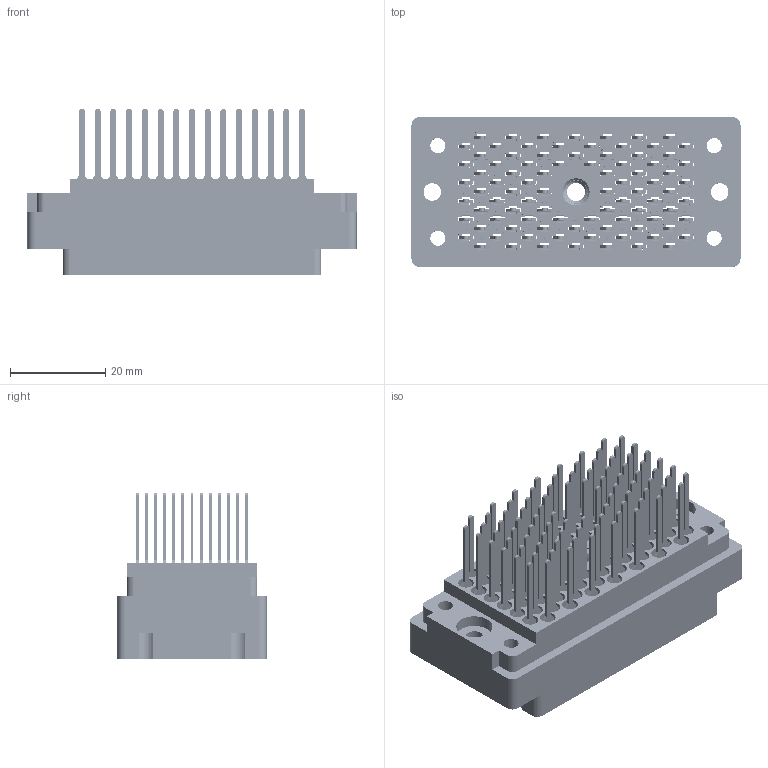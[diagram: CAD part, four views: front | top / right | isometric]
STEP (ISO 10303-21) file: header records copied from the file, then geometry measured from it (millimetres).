
FILE_DESCRIPTION (( 'STEP AP203' ), '1' );
FILE_NAME ('516-090-540-106.STEP', '2020-03-10T20:05:13', ( '' ), ( '' ), 'SwSTEP 2.0', 'SolidWorks 2016', '' );
FILE_SCHEMA (( 'CONFIG_CONTROL_DESIGN' ));
Length unit declared in the file: inch
Products named in the file (4): 516-292-001_540 Contact; 516-090-540-106; 516 Plug Insulator_090; 516-252-095-100
Assembly tree (92 placements, depth 2):
  516-090-540-106
    516 Plug Insulator_090
    516-292-001_540 Contact  x90
    516-252-095-100
Bounding box: 69.04 x 31.34 x 34.92 mm (x, y, z)
Volume: 20821.5 mm3; surface area: 41193.2 mm2
Topology: 92 solids, 92 shells, 8377 faces, 24345 edges, 16167 vertices
Faces by surface type: plane 5174, cylinder 2645, bspline 546, cone 12
Entity records: 71483 total; most frequent: CARTESIAN_POINT 14071, ORIENTED_EDGE 11666, DIRECTION 11224, EDGE_CURVE 5833, VECTOR 4382, LINE 4382, VERTEX_POINT 3885, AXIS2_PLACEMENT_3D 3421
